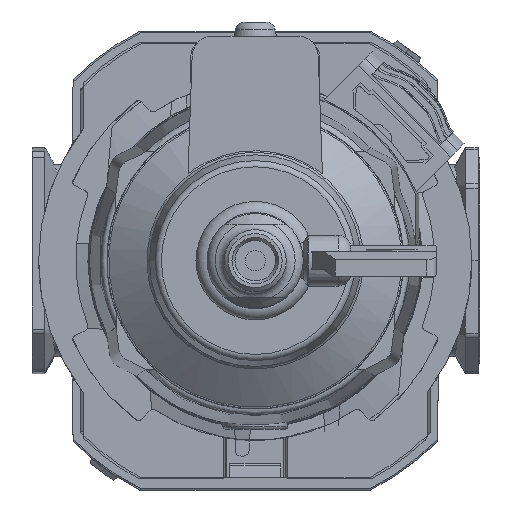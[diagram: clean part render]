
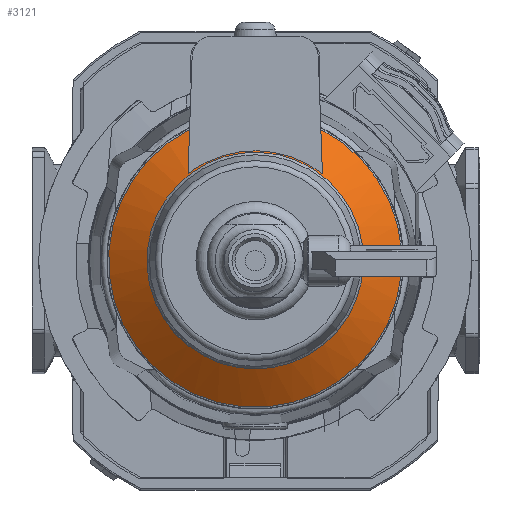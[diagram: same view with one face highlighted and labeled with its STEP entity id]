
A CAD part, front view. The second image highlights one B-rep face of the part: STEP entity #3121.
In plain terms, the highlighted conical face has half-angle 55 degrees and reference radius 23.023 mm.
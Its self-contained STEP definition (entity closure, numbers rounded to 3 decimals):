
#3121 = ADVANCED_FACE( '', ( #6427, #6428 ), #6429, .T. );
#6427 = FACE_BOUND( '', #10219, .T. );
#6428 = FACE_OUTER_BOUND( '', #10220, .T. );
#6429 = CONICAL_SURFACE( '', #10221, 23.023, 0.96 );
#10219 = EDGE_LOOP( '', ( #19361 ) );
#10220 = EDGE_LOOP( '', ( #19362, #19363, #19364, #19365 ) );
#10221 = AXIS2_PLACEMENT_3D( '', #19366, #19367, #19368 );
#19361 = ORIENTED_EDGE( '', *, *, #20711, .F. );
#19362 = ORIENTED_EDGE( '', *, *, #20954, .F. );
#19363 = ORIENTED_EDGE( '', *, *, #23452, .T. );
#19364 = ORIENTED_EDGE( '', *, *, #21176, .T. );
#19365 = ORIENTED_EDGE( '', *, *, #21491, .T. );
#19366 = CARTESIAN_POINT( '', ( 0., 8.923, 0. ) );
#19367 = DIRECTION( '', ( 0., 1., 0. ) );
#19368 = DIRECTION( '', ( 0., 0., 1. ) );
#20711 = EDGE_CURVE( '', #24821, #24821, #24822, .T. );
#20954 = EDGE_CURVE( '', #25251, #25254, #25255, .T. );
#21176 = EDGE_CURVE( '', #25632, #25630, #25633, .T. );
#21491 = EDGE_CURVE( '', #25630, #25254, #26163, .T. );
#23452 = EDGE_CURVE( '', #25251, #25632, #29060, .T. );
#24821 = VERTEX_POINT( '', #30886 );
#24822 = CIRCLE( '', #30887, 17.004 );
#25251 = VERTEX_POINT( '', #31604 );
#25254 = VERTEX_POINT( '', #31608 );
#25255 = CIRCLE( '', #31609, 17.246 );
#25630 = VERTEX_POINT( '', #32296 );
#25632 = VERTEX_POINT( '', #32301 );
#25633 = CIRCLE( '', #32302, 23.023 );
#26163 = B_SPLINE_CURVE_WITH_KNOTS( '', 3, ( #33553, #33554, #33555, #33556, #33557, #33558 ), .UNSPECIFIED., .F., .F., ( 4, 2, 4 ), ( 0., 0.004, 0.008 ), .UNSPECIFIED. );
#29060 = B_SPLINE_CURVE_WITH_KNOTS( '', 3, ( #38677, #38678, #38679, #38680, #38681, #38682 ), .UNSPECIFIED., .F., .F., ( 4, 2, 4 ), ( 0., 0.004, 0.008 ), .UNSPECIFIED. );
#30886 = CARTESIAN_POINT( '', ( 0., 4.709, -17.004 ) );
#30887 = AXIS2_PLACEMENT_3D( '', #40489, #40490, #40491 );
#31604 = CARTESIAN_POINT( '', ( -10.544, 4.878, 13.646 ) );
#31608 = CARTESIAN_POINT( '', ( 10.544, 4.878, 13.646 ) );
#31609 = AXIS2_PLACEMENT_3D( '', #40769, #40770, #40771 );
#32296 = CARTESIAN_POINT( '', ( 10.302, 8.923, 20.589 ) );
#32301 = CARTESIAN_POINT( '', ( -10.302, 8.923, 20.589 ) );
#32302 = AXIS2_PLACEMENT_3D( '', #41027, #41028, #41029 );
#33553 = CARTESIAN_POINT( '', ( 10.302, 8.923, 20.589 ) );
#33554 = CARTESIAN_POINT( '', ( 10.342, 8.221, 19.448 ) );
#33555 = CARTESIAN_POINT( '', ( 10.382, 7.529, 18.302 ) );
#33556 = CARTESIAN_POINT( '', ( 10.463, 6.175, 15.99 ) );
#33557 = CARTESIAN_POINT( '', ( 10.503, 5.514, 14.826 ) );
#33558 = CARTESIAN_POINT( '', ( 10.544, 4.878, 13.646 ) );
#38677 = CARTESIAN_POINT( '', ( -10.544, 4.878, 13.646 ) );
#38678 = CARTESIAN_POINT( '', ( -10.503, 5.514, 14.826 ) );
#38679 = CARTESIAN_POINT( '', ( -10.463, 6.175, 15.99 ) );
#38680 = CARTESIAN_POINT( '', ( -10.382, 7.529, 18.302 ) );
#38681 = CARTESIAN_POINT( '', ( -10.342, 8.221, 19.448 ) );
#38682 = CARTESIAN_POINT( '', ( -10.302, 8.923, 20.589 ) );
#40489 = CARTESIAN_POINT( '', ( 0., 4.709, 0. ) );
#40490 = DIRECTION( '', ( 0., -1., 0. ) );
#40491 = DIRECTION( '', ( 0., 0., -1. ) );
#40769 = CARTESIAN_POINT( '', ( 0., 4.878, 0. ) );
#40770 = DIRECTION( '', ( 0., 1., 0. ) );
#40771 = DIRECTION( '', ( 0., 0., 1. ) );
#41027 = CARTESIAN_POINT( '', ( 0., 8.923, 0. ) );
#41028 = DIRECTION( '', ( 0., -1., 0. ) );
#41029 = DIRECTION( '', ( 0., 0., -1. ) );
